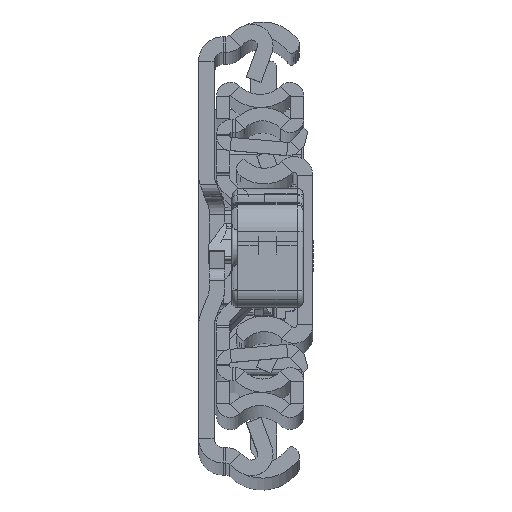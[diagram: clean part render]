
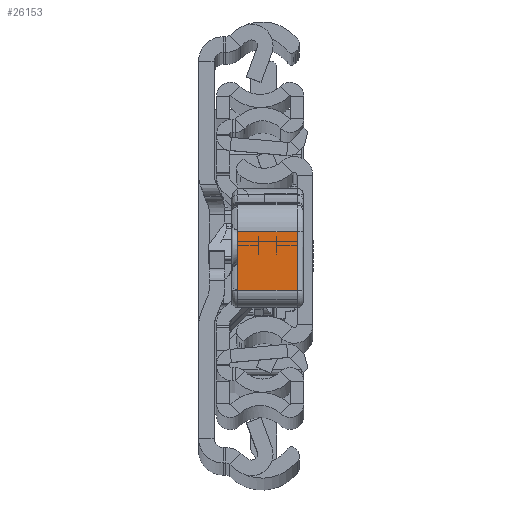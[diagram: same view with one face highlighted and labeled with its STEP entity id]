
A CAD part, top view. The second image highlights one B-rep face of the part: STEP entity #26153.
In plain terms, the highlighted face is planar.
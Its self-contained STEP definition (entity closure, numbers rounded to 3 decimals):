
#702 = LINE ( 'NONE', #26208, #5298 ) ;
#889 = CARTESIAN_POINT ( 'NONE',  ( 39.55, -12.274, 0. ) ) ;
#1227 = FACE_OUTER_BOUND ( 'NONE', #19687, .T. ) ;
#1654 = VERTEX_POINT ( 'NONE', #21264 ) ;
#3439 = PLANE ( 'NONE',  #23786 ) ;
#3928 = CARTESIAN_POINT ( 'NONE',  ( 39.55, -12.274, 10. ) ) ;
#4062 = ORIENTED_EDGE ( 'NONE', *, *, #32592, .T. ) ;
#5298 = VECTOR ( 'NONE', #10709, 1000. ) ;
#5549 = CARTESIAN_POINT ( 'NONE',  ( 39.55, -12.274, 11. ) ) ;
#5733 = LINE ( 'NONE', #5549, #19086 ) ;
#6204 = CARTESIAN_POINT ( 'NONE',  ( 39.818, -2.465, 10. ) ) ;
#7048 = EDGE_CURVE ( 'NONE', #13658, #1654, #19589, .T. ) ;
#7769 = DIRECTION ( 'NONE',  ( 0., 0., -1. ) ) ;
#10550 = VECTOR ( 'NONE', #26945, 1000. ) ;
#10709 = DIRECTION ( 'NONE',  ( 0., 0., 1. ) ) ;
#11228 = DIRECTION ( 'NONE',  ( 0.027, 1., 0. ) ) ;
#11457 = ORIENTED_EDGE ( 'NONE', *, *, #16440, .T. ) ;
#12380 = EDGE_CURVE ( 'NONE', #14164, #13658, #702, .T. ) ;
#13658 = VERTEX_POINT ( 'NONE', #6204 ) ;
#14164 = VERTEX_POINT ( 'NONE', #19114 ) ;
#15960 = VERTEX_POINT ( 'NONE', #16722 ) ;
#16440 = EDGE_CURVE ( 'NONE', #1654, #15960, #5733, .T. ) ;
#16722 = CARTESIAN_POINT ( 'NONE',  ( 39.55, -12.274, 0. ) ) ;
#19086 = VECTOR ( 'NONE', #7769, 1000. ) ;
#19114 = CARTESIAN_POINT ( 'NONE',  ( 39.818, -2.465, 0. ) ) ;
#19257 = DIRECTION ( 'NONE',  ( -0.027, -1., 0. ) ) ;
#19589 = LINE ( 'NONE', #3928, #10550 ) ;
#19687 = EDGE_LOOP ( 'NONE', ( #11457, #4062, #26988, #24726 ) ) ;
#21264 = CARTESIAN_POINT ( 'NONE',  ( 39.55, -12.274, 10. ) ) ;
#21628 = LINE ( 'NONE', #889, #33547 ) ;
#23786 = AXIS2_PLACEMENT_3D ( 'NONE', #26941, #29847, #19257 ) ;
#24726 = ORIENTED_EDGE ( 'NONE', *, *, #7048, .T. ) ;
#26153 = ADVANCED_FACE ( 'NONE', ( #1227 ), #3439, .F. ) ;
#26208 = CARTESIAN_POINT ( 'NONE',  ( 39.818, -2.465, 11. ) ) ;
#26941 = CARTESIAN_POINT ( 'NONE',  ( 39.55, -12.274, 11. ) ) ;
#26945 = DIRECTION ( 'NONE',  ( -0.027, -1., 0. ) ) ;
#26988 = ORIENTED_EDGE ( 'NONE', *, *, #12380, .T. ) ;
#29847 = DIRECTION ( 'NONE',  ( -1., 0.027, 0. ) ) ;
#32592 = EDGE_CURVE ( 'NONE', #15960, #14164, #21628, .T. ) ;
#33547 = VECTOR ( 'NONE', #11228, 1000. ) ;
